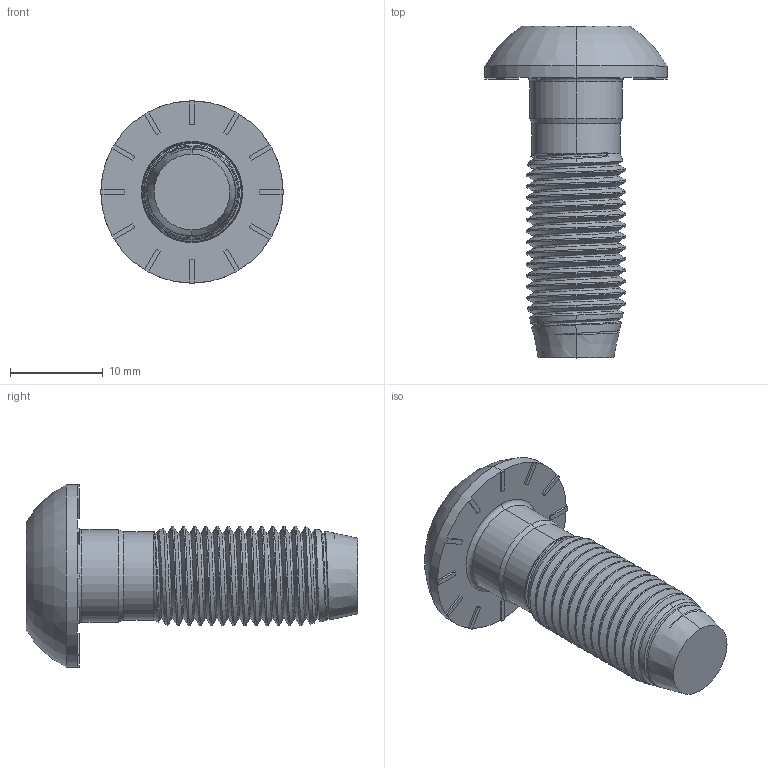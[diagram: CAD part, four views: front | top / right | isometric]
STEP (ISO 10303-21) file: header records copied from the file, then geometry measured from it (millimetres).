
FILE_DESCRIPTION (( 'STEP AP214' ), '1' );
FILE_NAME ('093s1230t.STEP', '2014-08-21T08:01:29', ( '' ), ( '' ), 'SwSTEP 2.0', 'SolidWorks 2014', '' );
FILE_SCHEMA (( 'AUTOMOTIVE_DESIGN' ));
Length unit declared in the file: millimetre
Products named in the file (1): 093s1230t
Bounding box: 19.6 x 35.7 x 19.6 mm (x, y, z)
Volume: 3362.9 mm3; surface area: 2154.9 mm2
Topology: 1 solids, 1 shells, 135 faces, 381 edges, 250 vertices
Faces by surface type: cylinder 57, plane 53, cone 18, torus 4, bspline 3
Entity records: 8582 total; most frequent: CARTESIAN_POINT 5022, ORIENTED_EDGE 762, DIRECTION 599, EDGE_CURVE 381, VERTEX_POINT 250, AXIS2_PLACEMENT_3D 213, VECTOR 173, LINE 173
